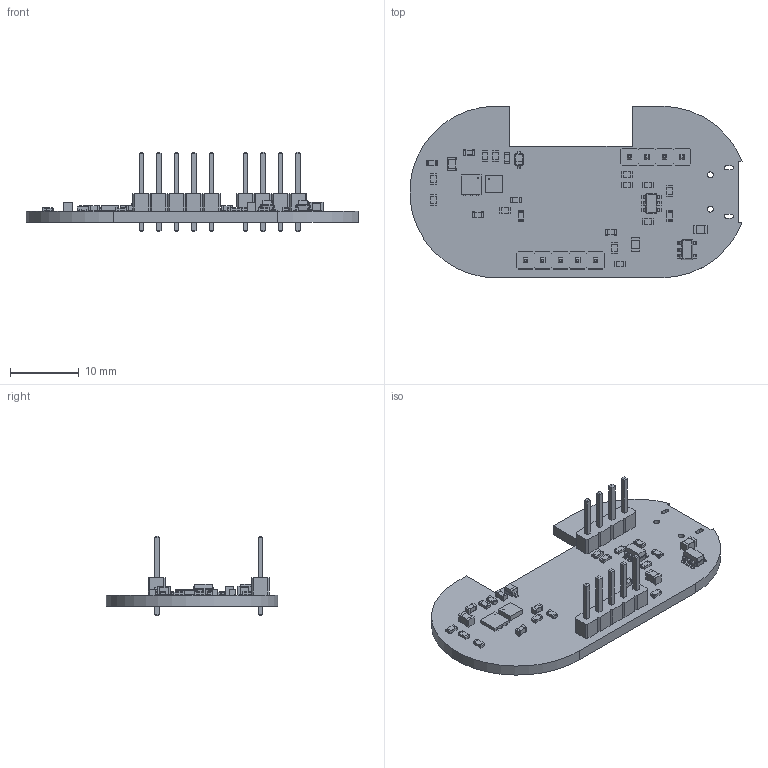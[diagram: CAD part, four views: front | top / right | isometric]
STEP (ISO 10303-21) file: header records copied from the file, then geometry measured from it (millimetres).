
FILE_DESCRIPTION(('KiCad electronic assembly'),'2;1');
FILE_NAME('temp sensor.step','2021-05-30T15:00:59',('An Author'),( 'A Company'),'Open CASCADE STEP processor 6.9', 'KiCad to STEP converter','Unknown');
FILE_SCHEMA(('AUTOMOTIVE_DESIGN { 1 0 10303 214 1 1 1 1 }'));
Length unit declared in the file: millimetre
Products named in the file (24): Open CASCADE STEP translator 6.9 1; Bosch_LGA-8_2.5x2.5mm_P0.65mm_ClockwisePinNumbering; SOLID; PinHeader_1x04_P2.54mm_Vertical; R_0603_1608Metric; C_0603_1608Metric; C_0805_2012Metric; L_0603_1608Metric; SOT-23-5; DFN-6-1EP_3x3mm_P1mm_EP1.5x2.4mm; SOT-23-6; PinHeader_1x05_P2.54mm_Vertical; D_SOD-323; COMPOUND
Assembly tree (42 placements, depth 3):
  Open CASCADE STEP translator 6.9 1
    Bosch_LGA-8_2.5x2.5mm_P0.65mm_ClockwisePinNumbering
      SOLID
    PinHeader_1x04_P2.54mm_Vertical
      SOLID
    R_0603_1608Metric  x15
      SOLID
    C_0603_1608Metric  x4
      SOLID
    C_0805_2012Metric  x3
      SOLID
    L_0603_1608Metric
      SOLID
    SOT-23-5
      SOLID
    DFN-6-1EP_3x3mm_P1mm_EP1.5x2.4mm
      SOLID
    SOT-23-6
      SOLID
    PinHeader_1x05_P2.54mm_Vertical
      SOLID
    D_SOD-323
      SOLID
    COMPOUND
Bounding box: 48.17 x 24.89 x 11.54 mm (x, y, z)
Volume: 1766.8 mm3; surface area: 2932.2 mm2
Topology: 31 solids, 31 shells, 1269 faces, 3223 edges, 2062 vertices
Faces by surface type: plane 896, cylinder 288, bspline 85
Full cylindrical faces by diameter (mm): 0.2 x2, 0.85 x2, 1 x9
Entity records: 52918 total; most frequent: CARTESIAN_POINT 8845, DIRECTION 7058, LINE 5014, VECTOR 5014, ORIENTED_EDGE 3822, PCURVE 3822, DEFINITIONAL_REPRESENTATION 3822, EDGE_CURVE 1911
